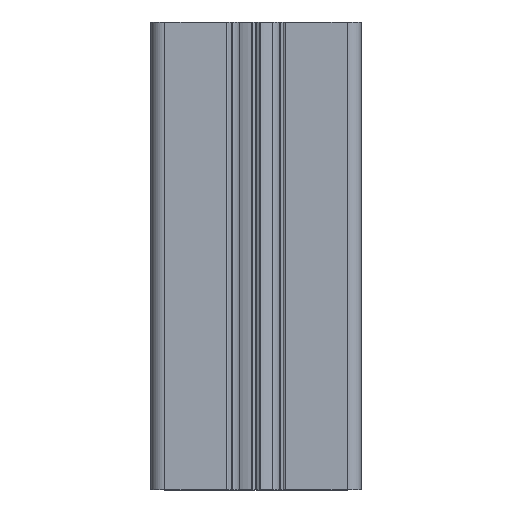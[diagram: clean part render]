
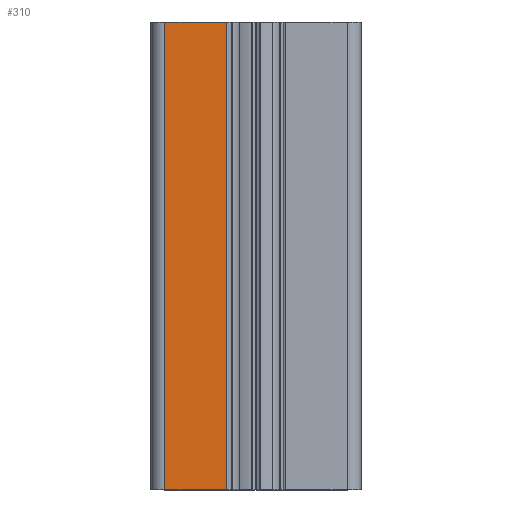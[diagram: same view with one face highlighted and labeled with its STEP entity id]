
A CAD part, top view. The second image highlights one B-rep face of the part: STEP entity #310.
In plain terms, the highlighted planar face has unit normal (0, 0, 1).
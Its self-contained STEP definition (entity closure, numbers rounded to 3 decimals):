
#310 = ADVANCED_FACE( '', ( #836 ), #837, .T. );
#836 = FACE_OUTER_BOUND( '', #1587, .T. );
#837 = PLANE( '', #1588 );
#1587 = EDGE_LOOP( '', ( #2437, #2438, #2439, #2440 ) );
#1588 = AXIS2_PLACEMENT_3D( '', #2441, #2442, #2443 );
#2437 = ORIENTED_EDGE( '', *, *, #4800, .F. );
#2438 = ORIENTED_EDGE( '', *, *, #4801, .F. );
#2439 = ORIENTED_EDGE( '', *, *, #4802, .T. );
#2440 = ORIENTED_EDGE( '', *, *, #4803, .T. );
#2441 = CARTESIAN_POINT( '', ( -6.3, 100., 22.5 ) );
#2442 = DIRECTION( '', ( 0., 0., 1. ) );
#2443 = DIRECTION( '', ( 0., -1., 0. ) );
#4800 = EDGE_CURVE( '', #5850, #5851, #5852, .T. );
#4801 = EDGE_CURVE( '', #5853, #5850, #5854, .T. );
#4802 = EDGE_CURVE( '', #5853, #5855, #5856, .T. );
#4803 = EDGE_CURVE( '', #5855, #5851, #5857, .T. );
#5850 = VERTEX_POINT( '', #7356 );
#5851 = VERTEX_POINT( '', #7357 );
#5852 = LINE( '', #7358, #7359 );
#5853 = VERTEX_POINT( '', #7360 );
#5854 = LINE( '', #7361, #7362 );
#5855 = VERTEX_POINT( '', #7363 );
#5856 = LINE( '', #7364, #7365 );
#5857 = LINE( '', #7366, #7367 );
#7356 = CARTESIAN_POINT( '', ( -6.3, 0., 22.5 ) );
#7357 = CARTESIAN_POINT( '', ( -19.5, 0., 22.5 ) );
#7358 = CARTESIAN_POINT( '', ( -6.3, 0., 22.5 ) );
#7359 = VECTOR( '', #9158, 1000. );
#7360 = CARTESIAN_POINT( '', ( -6.3, 100., 22.5 ) );
#7361 = CARTESIAN_POINT( '', ( -6.3, 100., 22.5 ) );
#7362 = VECTOR( '', #9159, 1000. );
#7363 = CARTESIAN_POINT( '', ( -19.5, 100., 22.5 ) );
#7364 = CARTESIAN_POINT( '', ( -6.3, 100., 22.5 ) );
#7365 = VECTOR( '', #9160, 1000. );
#7366 = CARTESIAN_POINT( '', ( -19.5, 100., 22.5 ) );
#7367 = VECTOR( '', #9161, 1000. );
#9158 = DIRECTION( '', ( -1., 0., 0. ) );
#9159 = DIRECTION( '', ( 0., -1., 0. ) );
#9160 = DIRECTION( '', ( -1., 0., 0. ) );
#9161 = DIRECTION( '', ( 0., -1., 0. ) );
